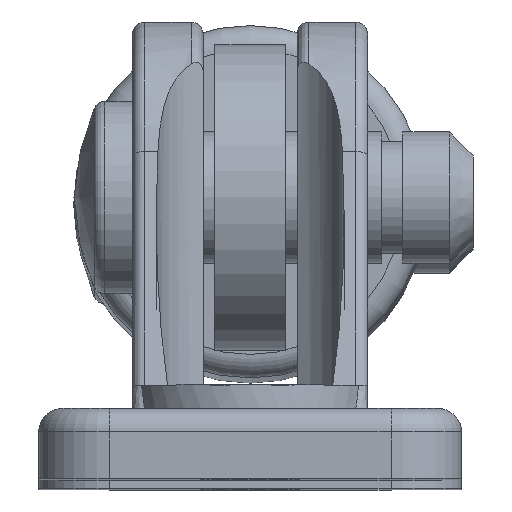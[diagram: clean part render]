
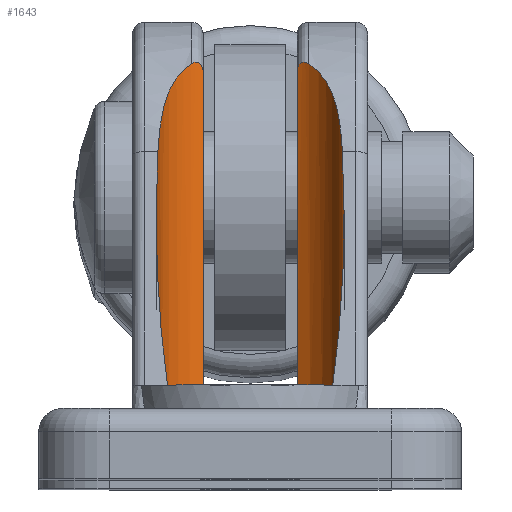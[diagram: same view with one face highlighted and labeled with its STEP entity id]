
A CAD part, top view. The second image highlights one B-rep face of the part: STEP entity #1643.
In plain terms, the highlighted cylindrical face has radius 4 mm (diameter 8 mm), a full revolution.
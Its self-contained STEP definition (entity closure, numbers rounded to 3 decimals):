
#31=ELLIPSE($,#1802,15.455,4.);
#32=ELLIPSE($,#1804,15.455,4.);
#48=B_SPLINE_CURVE_WITH_KNOTS($,3,(#2725,#2726,#2727,#2728,#2729,#2730,
#2731,#2732,#2733,#2734,#2735,#2736,#2737,#2738),.UNSPECIFIED.,.F.,.F.,
(4,2,2,2,2,2,4),(0.445,0.47,0.487,
0.502,0.517,0.536,0.55),
 .UNSPECIFIED.);
#49=B_SPLINE_CURVE_WITH_KNOTS($,3,(#2758,#2759,#2760,#2761,#2762,#2763,
#2764,#2765,#2766,#2767),.UNSPECIFIED.,.F.,.F.,(4,2,2,2,4),(2.027,
2.081,2.323,2.412,2.488),
 .UNSPECIFIED.);
#50=B_SPLINE_CURVE_WITH_KNOTS($,3,(#2775,#2776,#2777,#2778,#2779,#2780,
#2781,#2782,#2783,#2784),.UNSPECIFIED.,.F.,.F.,(4,2,2,2,4),(3.027,
3.103,3.192,3.434,3.488),
 .UNSPECIFIED.);
#51=B_SPLINE_CURVE_WITH_KNOTS($,3,(#2786,#2787,#2788,#2789,#2790,#2791,
#2792,#2793,#2794,#2795,#2796,#2797,#2798,#2799),.UNSPECIFIED.,.F.,.F.,
(4,2,2,2,2,2,4),(0.322,0.344,0.361,
0.374,0.387,0.401,0.416),
 .UNSPECIFIED.);
#142=LINE($,#2742,#236);
#149=LINE($,#2801,#243);
#236=VECTOR($,#2162,13.332);
#243=VECTOR($,#2179,13.332);
#339=FACE_BOUND($,#523,.T.);
#411=FACE_OUTER_BOUND($,#522,.T.);
#522=EDGE_LOOP($,(#1255,#1256,#1257,#1258,#1259,#1260,#1261,#1262,#1263,
#1264));
#523=EDGE_LOOP($,(#1265));
#643=CIRCLE($,#1803,4.);
#644=CIRCLE($,#1805,4.);
#645=CIRCLE($,#1806,4.);
#759=VERTEX_POINT($,#2722);
#760=VERTEX_POINT($,#2724);
#761=VERTEX_POINT($,#2741);
#768=VERTEX_POINT($,#2757);
#769=VERTEX_POINT($,#2768);
#770=VERTEX_POINT($,#2770);
#771=VERTEX_POINT($,#2772);
#772=VERTEX_POINT($,#2774);
#773=VERTEX_POINT($,#2785);
#774=VERTEX_POINT($,#2800);
#775=VERTEX_POINT($,#2803);
#940=EDGE_CURVE($,#759,#760,#48,.T.);
#942=EDGE_CURVE($,#761,#760,#142,.T.);
#950=EDGE_CURVE($,#768,#759,#49,.T.);
#951=EDGE_CURVE($,#769,#768,#31,.T.);
#952=EDGE_CURVE($,#770,#769,#643,.T.);
#953=EDGE_CURVE($,#771,#770,#32,.T.);
#954=EDGE_CURVE($,#772,#771,#50,.T.);
#955=EDGE_CURVE($,#773,#772,#51,.T.);
#956=EDGE_CURVE($,#773,#774,#149,.T.);
#957=EDGE_CURVE($,#761,#774,#644,.T.);
#958=EDGE_CURVE($,#775,#775,#645,.T.);
#1255=ORIENTED_EDGE($,*,*,#940,.F.);
#1256=ORIENTED_EDGE($,*,*,#950,.F.);
#1257=ORIENTED_EDGE($,*,*,#951,.F.);
#1258=ORIENTED_EDGE($,*,*,#952,.F.);
#1259=ORIENTED_EDGE($,*,*,#953,.F.);
#1260=ORIENTED_EDGE($,*,*,#954,.F.);
#1261=ORIENTED_EDGE($,*,*,#955,.F.);
#1262=ORIENTED_EDGE($,*,*,#956,.T.);
#1263=ORIENTED_EDGE($,*,*,#957,.F.);
#1264=ORIENTED_EDGE($,*,*,#942,.T.);
#1265=ORIENTED_EDGE($,*,*,#958,.F.);
#1485=CYLINDRICAL_SURFACE($,#1801,4.);
#1643=ADVANCED_FACE($,(#411,#339),#1485,.F.);
#1801=AXIS2_PLACEMENT_3D($,#2756,#2171,#2172);
#1802=AXIS2_PLACEMENT_3D($,#2769,#2173,#2174);
#1803=AXIS2_PLACEMENT_3D($,#2771,#2175,#2176);
#1804=AXIS2_PLACEMENT_3D($,#2773,#2177,#2178);
#1805=AXIS2_PLACEMENT_3D($,#2802,#2180,#2181);
#1806=AXIS2_PLACEMENT_3D($,#2804,#2182,#2183);
#2162=DIRECTION($,(0.,0.,1.));
#2171=DIRECTION('center_axis',(0.,0.,1.));
#2172=DIRECTION('ref_axis',(-1.,0.,0.));
#2173=DIRECTION('center_axis',(-0.966,0.,-0.259));
#2174=DIRECTION('ref_axis',(-0.259,0.,0.966));
#2175=DIRECTION('center_axis',(0.,0.,-1.));
#2176=DIRECTION('ref_axis',(-1.,0.,0.));
#2177=DIRECTION('center_axis',(-0.966,0.,-0.259));
#2178=DIRECTION('ref_axis',(-0.259,0.,0.966));
#2179=DIRECTION($,(0.,0.,-1.));
#2180=DIRECTION('center_axis',(0.,0.,-1.));
#2181=DIRECTION('ref_axis',(0.866,-0.5,0.));
#2182=DIRECTION('center_axis',(0.,0.,1.));
#2183=DIRECTION('ref_axis',(0.866,-0.5,0.));
#2722=CARTESIAN_POINT('',(4.878,-2.5,17.697));
#2724=CARTESIAN_POINT('',(4.536,-2.,17.332));
#2725=CARTESIAN_POINT('Ctrl Pts',(4.878,-2.5,17.697));
#2726=CARTESIAN_POINT('Ctrl Pts',(4.833,-2.445,17.735));
#2727=CARTESIAN_POINT('Ctrl Pts',(4.791,-2.389,17.758));
#2728=CARTESIAN_POINT('Ctrl Pts',(4.725,-2.297,17.771));
#2729=CARTESIAN_POINT('Ctrl Pts',(4.697,-2.257,17.769));
#2730=CARTESIAN_POINT('Ctrl Pts',(4.649,-2.185,17.744));
#2731=CARTESIAN_POINT('Ctrl Pts',(4.629,-2.154,17.726));
#2732=CARTESIAN_POINT('Ctrl Pts',(4.595,-2.099,17.674));
#2733=CARTESIAN_POINT('Ctrl Pts',(4.581,-2.076,17.642));
#2734=CARTESIAN_POINT('Ctrl Pts',(4.556,-2.034,17.56));
#2735=CARTESIAN_POINT('Ctrl Pts',(4.547,-2.019,17.509));
#2736=CARTESIAN_POINT('Ctrl Pts',(4.538,-2.003,17.418));
#2737=CARTESIAN_POINT('Ctrl Pts',(4.536,-2.,17.376));
#2738=CARTESIAN_POINT('Ctrl Pts',(4.536,-2.,17.332));
#2741=CARTESIAN_POINT('',(4.536,-2.,4.));
#2742=CARTESIAN_POINT($,(4.536,-2.,3.));
#2756=CARTESIAN_POINT('Origin',(8.,0.,3.));
#2757=CARTESIAN_POINT('',(7.244,-3.928,13.941));
#2758=CARTESIAN_POINT('Ctrl Pts',(7.244,-3.928,13.941));
#2759=CARTESIAN_POINT('Ctrl Pts',(7.195,-3.919,14.124));
#2760=CARTESIAN_POINT('Ctrl Pts',(7.14,-3.907,14.305));
#2761=CARTESIAN_POINT('Ctrl Pts',(6.794,-3.825,15.29));
#2762=CARTESIAN_POINT('Ctrl Pts',(6.368,-3.693,16.034));
#2763=CARTESIAN_POINT('Ctrl Pts',(5.732,-3.301,16.845));
#2764=CARTESIAN_POINT('Ctrl Pts',(5.539,-3.163,17.064));
#2765=CARTESIAN_POINT('Ctrl Pts',(5.183,-2.849,17.426));
#2766=CARTESIAN_POINT('Ctrl Pts',(5.021,-2.679,17.575));
#2767=CARTESIAN_POINT('Ctrl Pts',(4.878,-2.5,17.697));
#2768=CARTESIAN_POINT('',(9.908,-3.516,4.));
#2769=CARTESIAN_POINT('Origin',(8.,0.,11.121));
#2770=CARTESIAN_POINT('',(9.908,3.516,4.));
#2771=CARTESIAN_POINT('Origin',(8.,0.,4.));
#2772=CARTESIAN_POINT('',(7.244,3.928,13.941));
#2773=CARTESIAN_POINT('Origin',(8.,0.,11.121));
#2774=CARTESIAN_POINT('',(4.878,2.5,17.697));
#2775=CARTESIAN_POINT('Ctrl Pts',(4.878,2.5,17.697));
#2776=CARTESIAN_POINT('Ctrl Pts',(5.021,2.679,17.575));
#2777=CARTESIAN_POINT('Ctrl Pts',(5.183,2.849,17.426));
#2778=CARTESIAN_POINT('Ctrl Pts',(5.539,3.163,17.064));
#2779=CARTESIAN_POINT('Ctrl Pts',(5.732,3.301,16.845));
#2780=CARTESIAN_POINT('Ctrl Pts',(6.368,3.693,16.034));
#2781=CARTESIAN_POINT('Ctrl Pts',(6.794,3.825,15.29));
#2782=CARTESIAN_POINT('Ctrl Pts',(7.14,3.907,14.305));
#2783=CARTESIAN_POINT('Ctrl Pts',(7.195,3.919,14.124));
#2784=CARTESIAN_POINT('Ctrl Pts',(7.244,3.928,13.941));
#2785=CARTESIAN_POINT('',(4.536,2.,17.332));
#2786=CARTESIAN_POINT('Ctrl Pts',(4.536,2.,17.332));
#2787=CARTESIAN_POINT('Ctrl Pts',(4.536,2.,17.408));
#2788=CARTESIAN_POINT('Ctrl Pts',(4.542,2.01,17.477));
#2789=CARTESIAN_POINT('Ctrl Pts',(4.562,2.045,17.585));
#2790=CARTESIAN_POINT('Ctrl Pts',(4.575,2.066,17.629));
#2791=CARTESIAN_POINT('Ctrl Pts',(4.608,2.12,17.697));
#2792=CARTESIAN_POINT('Ctrl Pts',(4.625,2.148,17.722));
#2793=CARTESIAN_POINT('Ctrl Pts',(4.667,2.212,17.756));
#2794=CARTESIAN_POINT('Ctrl Pts',(4.689,2.245,17.766));
#2795=CARTESIAN_POINT('Ctrl Pts',(4.738,2.316,17.771));
#2796=CARTESIAN_POINT('Ctrl Pts',(4.764,2.352,17.765));
#2797=CARTESIAN_POINT('Ctrl Pts',(4.82,2.427,17.741));
#2798=CARTESIAN_POINT('Ctrl Pts',(4.849,2.465,17.721));
#2799=CARTESIAN_POINT('Ctrl Pts',(4.878,2.5,17.697));
#2800=CARTESIAN_POINT('',(4.536,2.,4.));
#2801=CARTESIAN_POINT($,(4.536,2.,3.));
#2802=CARTESIAN_POINT('Origin',(8.,0.,4.));
#2803=CARTESIAN_POINT('',(4.536,-2.,3.));
#2804=CARTESIAN_POINT('Origin',(8.,0.,3.));
